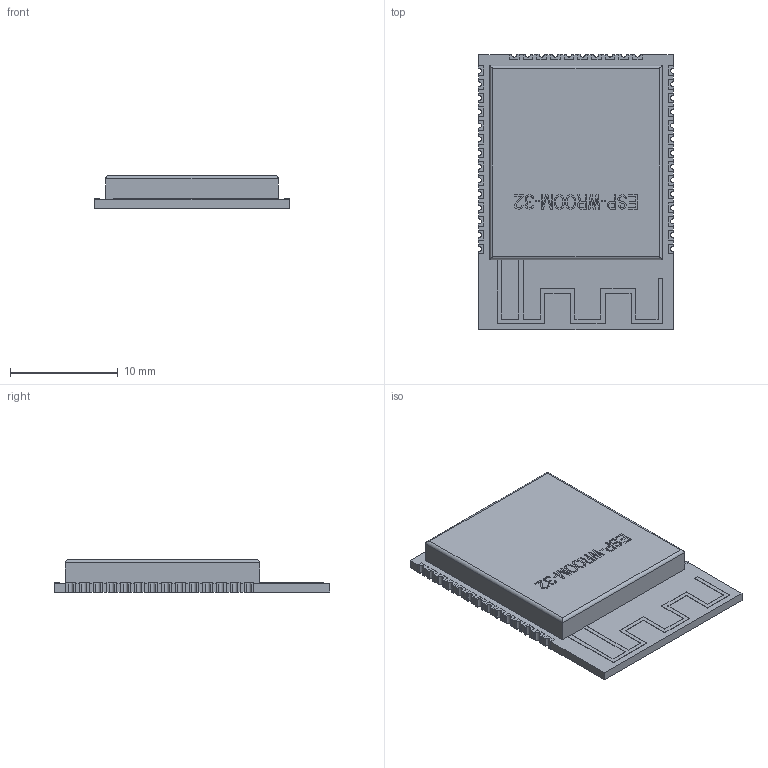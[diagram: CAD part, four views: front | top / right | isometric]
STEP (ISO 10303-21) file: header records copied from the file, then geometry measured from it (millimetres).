
FILE_DESCRIPTION(/* description */ (''),/* implementation_level */ '2;1');
FILE_NAME(/* name */ 'ESP-WROOM-32.step',/* time_stamp */ '2019-01-17T00:14:35+05:00',/* author */ (''),/* organization */ (''),/* preprocessor_version */ 'ST-DEVELOPER v17.2',/* originating_system */ 'Autodesk Translation Framework v7.6.0.251',/* authorisation */ '');
FILE_SCHEMA (('AUTOMOTIVE_DESIGN { 1 0 10303 214 3 1 1 }'));
Length unit declared in the file: millimetre
Products named in the file (1): (Unsaved)
Bounding box: 18.07 x 25.54 x 3.04 mm (x, y, z)
Volume: 999.4 mm3; surface area: 1148 mm2
Topology: 1 solids, 1 shells, 923 faces, 2665 edges, 1762 vertices
Faces by surface type: plane 881, cylinder 42
Entity records: 30032 total; most frequent: CARTESIAN_POINT 5351, ORIENTED_EDGE 5330, DIRECTION 4593, EDGE_CURVE 2665, LINE 2585, VECTOR 2585, VERTEX_POINT 1762, AXIS2_PLACEMENT_3D 1004
